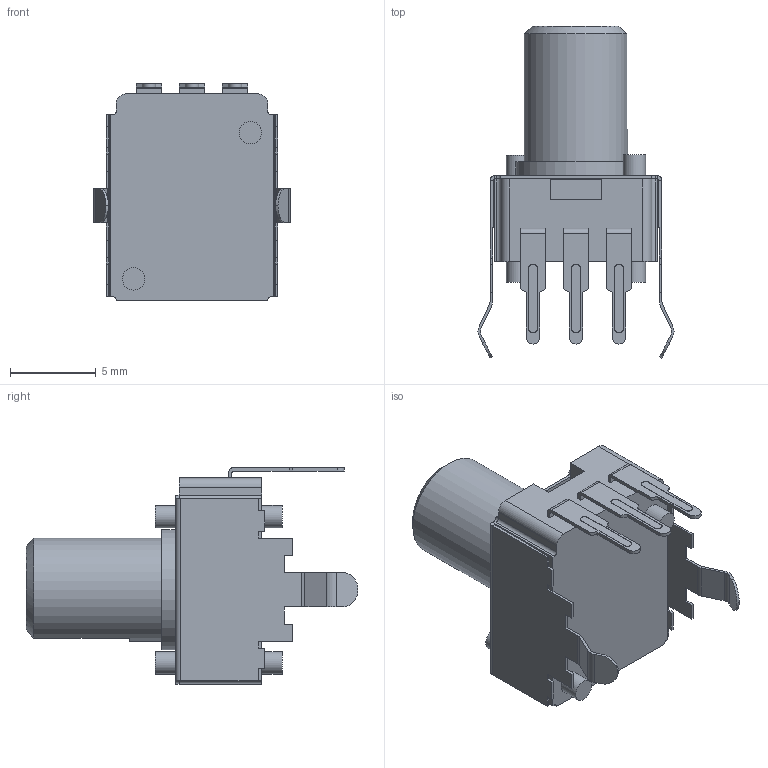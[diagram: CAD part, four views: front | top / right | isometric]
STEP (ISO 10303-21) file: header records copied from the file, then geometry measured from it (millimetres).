
FILE_DESCRIPTION (( 'STEP AP214' ), '1' );
FILE_NAME ('PTV09A-4015F-B103.STEP', '2022-11-15T13:34:56', ( '' ), ( '' ), 'SwSTEP 2.0', 'SolidWorks 2017', '' );
FILE_SCHEMA (( 'AUTOMOTIVE_DESIGN' ));
Length unit declared in the file: millimetre
Products named in the file (1): PTV09A-4015F-B103
Bounding box: 11.4 x 19.3 x 12.6 mm (x, y, z)
Volume: 807.9 mm3; surface area: 1235.3 mm2
Topology: 7 solids, 7 shells, 192 faces, 497 edges, 326 vertices
Faces by surface type: plane 141, cylinder 50, cone 1
Full cylindrical faces by diameter (mm): 1.3 x6, 6 x1, 7 x2
Entity records: 5845 total; most frequent: CARTESIAN_POINT 1007, DIRECTION 971, ORIENTED_EDGE 970, EDGE_CURVE 485, LINE 381, VECTOR 381, VERTEX_POINT 323, AXIS2_PLACEMENT_3D 295
